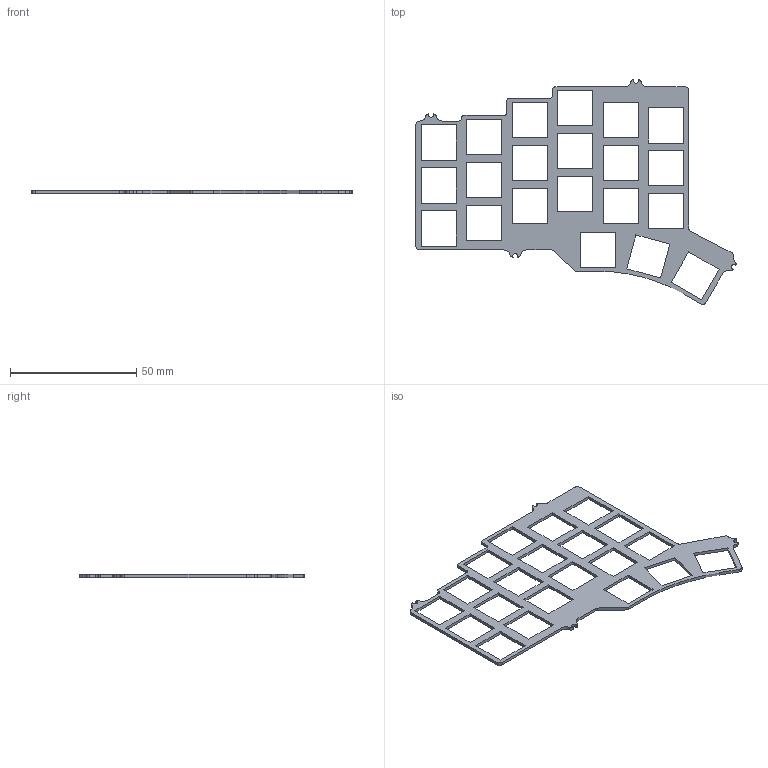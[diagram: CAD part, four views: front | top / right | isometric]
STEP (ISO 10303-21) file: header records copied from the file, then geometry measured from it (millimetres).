
FILE_DESCRIPTION(/* description */ (''),/* implementation_level */ '2;1');
FILE_NAME(/* name */ 'plate.step',/* time_stamp */ '2023-07-29T01:33:33+10:00',/* author */ (''),/* organization */ (''),/* preprocessor_version */ 'ST-DEVELOPER v20',/* originating_system */ 'Autodesk Translation Framework v12.9.0.99',/* authorisation */ '');
FILE_SCHEMA (('AUTOMOTIVE_DESIGN { 1 0 10303 214 3 1 1 }'));
Length unit declared in the file: millimetre
Products named in the file (1): (Unsaved)
Bounding box: 126.62 x 88.95 x 1.2 mm (x, y, z)
Volume: 3934.3 mm3; surface area: 8446.9 mm2
Topology: 1 solids, 1 shells, 140 faces, 414 edges, 276 vertices
Faces by surface type: plane 104, cylinder 36
Entity records: 5001 total; most frequent: CARTESIAN_POINT 831, ORIENTED_EDGE 828, DIRECTION 768, EDGE_CURVE 414, LINE 342, VECTOR 342, VERTEX_POINT 276, AXIS2_PLACEMENT_3D 213
